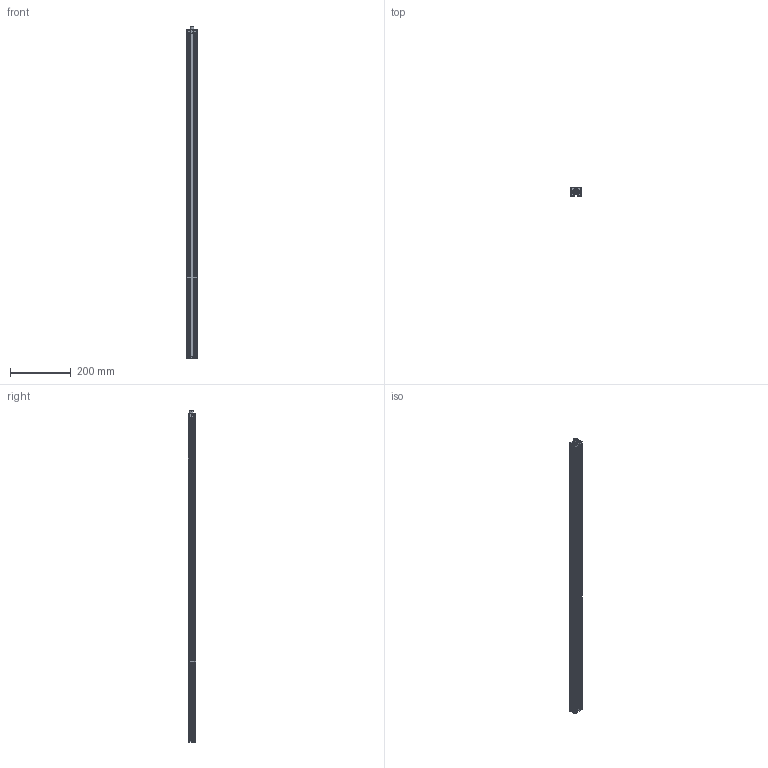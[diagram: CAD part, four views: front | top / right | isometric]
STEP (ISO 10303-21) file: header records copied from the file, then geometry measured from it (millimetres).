
FILE_DESCRIPTION (( 'STEP AP214' ), '1' );
FILE_NAME ('TF1-1000-001-___-102.STEP', '2017-08-02T13:22:58', ( 'dummy' ), ( 'Microsoft' ), 'SwSTEP 2.0', 'SolidWorks 2014', '' );
FILE_SCHEMA (( 'AUTOMOTIVE_DESIGN' ));
Length unit declared in the file: millimetre
Products named in the file (1): TF1-1000-001-___-102
Bounding box: 35 x 25.05 x 1089.5 mm (x, y, z)
Surface area: 181402.3 mm2 (no closed solid volume)
Topology: 0 solids, 30 shells, 282 faces, 1628 edges, 1358 vertices
Faces by surface type: plane 161, cylinder 99, cone 14, torus 8
Entity records: 19129 total; most frequent: CARTESIAN_POINT 3694, DIRECTION 2657, ORIENTED_EDGE 2119, EDGE_CURVE 1628, VERTEX_POINT 1358, VECTOR 953, LINE 953, AXIS2_PLACEMENT_3D 852
